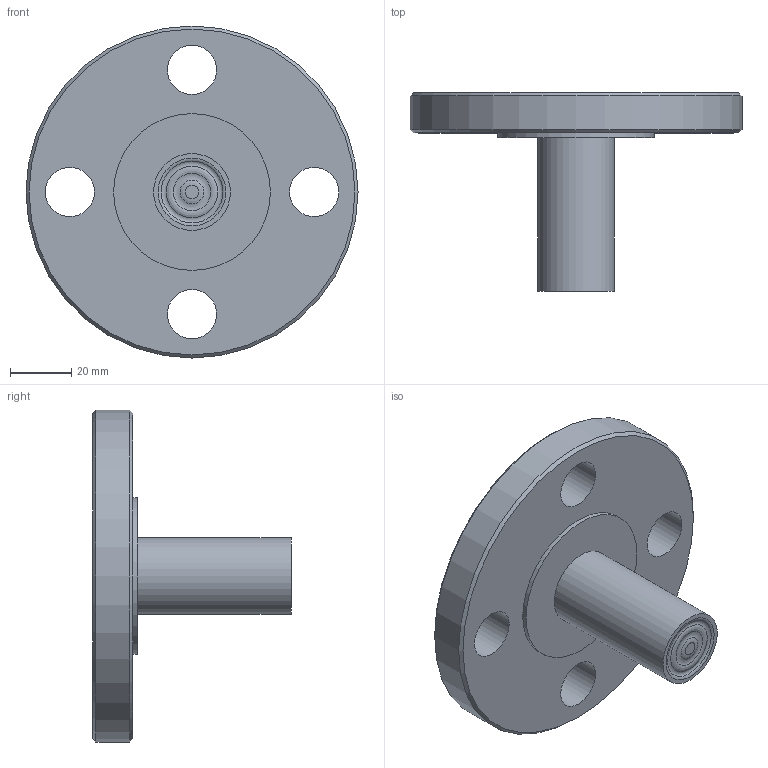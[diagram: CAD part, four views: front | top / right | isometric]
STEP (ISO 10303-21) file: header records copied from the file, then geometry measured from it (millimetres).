
FILE_DESCRIPTION(/* description */ (''),/* implementation_level */ '2;1');
FILE_NAME(/* name */ '31938W.stp',/* time_stamp */ '2018-02-06T11:33:04+01:00',/* author */ ('acgl'),/* organization */ (''),/* preprocessor_version */ 'ST-DEVELOPER v15.6',/* originating_system */ 'Autodesk Inventor 2015',/* authorisation */ '');
FILE_SCHEMA (('AUTOMOTIVE_DESIGN { 1 0 10303 214 3 1 1 }'));
Length unit declared in the file: millimetre
Products named in the file (1): A0012934
Bounding box: 108 x 64.5 x 108 mm (x, y, z)
Volume: 135267.8 mm3; surface area: 28121.7 mm2
Topology: 1 solids, 1 shells, 25 faces, 47 edges, 30 vertices
Faces by surface type: cylinder 10, plane 8, torus 4, cone 2, bspline 1
Full cylindrical faces by diameter (mm): 3 x1, 5.5 x1, 10.1 x1, 16 x4, 25 x1, 51 x1, 108 x1
Entity records: 620 total; most frequent: CARTESIAN_POINT 115, DIRECTION 110, ORIENTED_EDGE 62, EDGE_LOOP 55, AXIS2_PLACEMENT_3D 55, EDGE_CURVE 31, FACE_BOUND 30, CIRCLE 30
